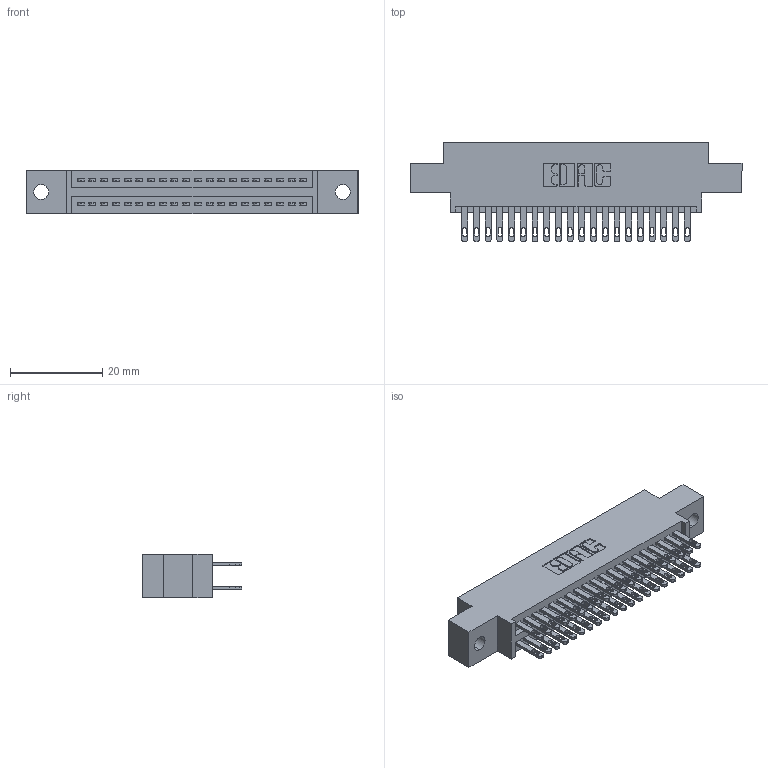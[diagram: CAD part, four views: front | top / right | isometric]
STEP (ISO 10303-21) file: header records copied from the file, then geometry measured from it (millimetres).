
FILE_DESCRIPTION (( 'STEP AP203' ), '1' );
FILE_NAME ('345-040-500-802.STEP', '2019-10-28T16:34:42', ( '' ), ( '' ), 'SwSTEP 2.0', 'SolidWorks 2016', '' );
FILE_SCHEMA (( 'CONFIG_CONTROL_DESIGN' ));
Length unit declared in the file: inch
Products named in the file (3): 345-292-001_345-293-100; 345 Part_0.170 Offset - 0.128 Dia; 345-040-500-802
Assembly tree (41 placements, depth 2):
  345-040-500-802
    345 Part_0.170 Offset - 0.128 Dia
    345-292-001_345-293-100  x40
Bounding box: 72.01 x 21.51 x 9.4 mm (x, y, z)
Volume: 6763 mm3; surface area: 9849.5 mm2
Topology: 41 solids, 41 shells, 1970 faces, 5993 edges, 3994 vertices
Faces by surface type: plane 1164, cylinder 806
Entity records: 18719 total; most frequent: CARTESIAN_POINT 3160, ORIENTED_EDGE 3094, DIRECTION 2815, EDGE_CURVE 1547, VECTOR 1331, LINE 1331, VERTEX_POINT 1030, AXIS2_PLACEMENT_3D 742
